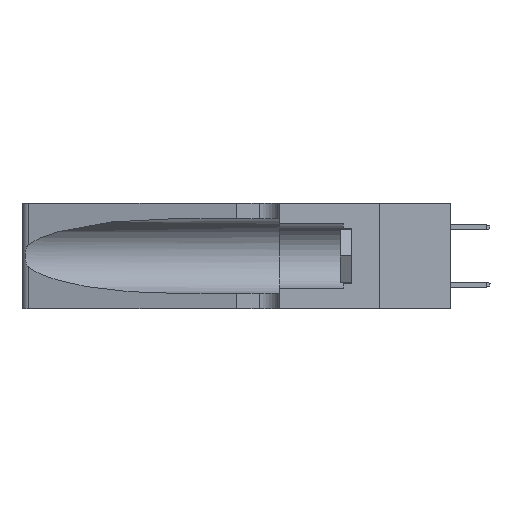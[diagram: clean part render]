
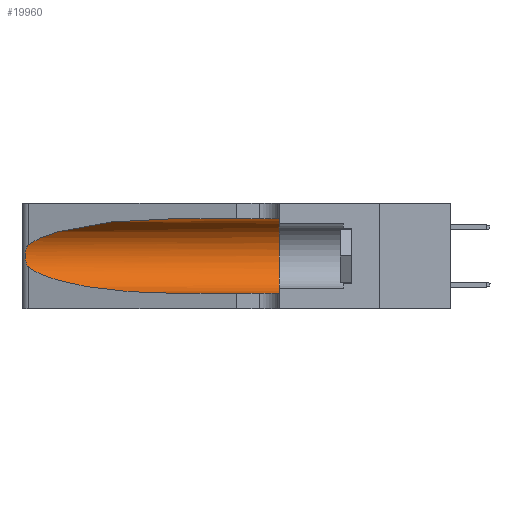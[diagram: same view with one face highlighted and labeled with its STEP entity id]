
A CAD part, left-side view. The second image highlights one B-rep face of the part: STEP entity #19960.
In plain terms, the highlighted cylindrical face has radius 3.308 mm (diameter 6.617 mm), a partial arc.
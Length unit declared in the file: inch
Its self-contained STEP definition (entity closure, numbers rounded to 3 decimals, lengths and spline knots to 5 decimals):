
#726 = DIRECTION ( 'NONE',  ( 0., 0., -1. ) ) ;
#1757 = CARTESIAN_POINT ( 'NONE',  ( 0.1305, 0.35, 0.05475 ) ) ;
#2226 = EDGE_LOOP ( 'NONE', ( #27296, #25703, #8581, #3633, #36205, #26273 ) ) ;
#2399 = CARTESIAN_POINT ( 'NONE',  ( 0.25555, 1.22993, 0.14849 ) ) ;
#2979 = CARTESIAN_POINT ( 'NONE',  ( 0.25854, 1.2359, 0.20912 ) ) ;
#3633 = ORIENTED_EDGE ( 'NONE', *, *, #17678, .T. ) ;
#4533 = EDGE_CURVE ( 'NONE', #12500, #21392, #29498, .T. ) ;
#5812 = VECTOR ( 'NONE', #35988, 39.37008 ) ;
#6012 = B_SPLINE_CURVE_WITH_KNOTS ( 'NONE', 3,
 ( #14282, #33084, #8315, #32298, #2979, #20419, #38821, #11665, #32494, #15061, #17445, #27142, #2399, #14483 ),
 .UNSPECIFIED., .F., .F.,
 ( 4, 2, 2, 2, 2, 2, 4 ),
 ( 0., 0.00027, 0.00053, 0.00107, 0.0016, 0.00187, 0.00214 ),
 .UNSPECIFIED. ) ;
#6478 = VERTEX_POINT ( 'NONE', #27744 ) ;
#7676 = CARTESIAN_POINT ( 'NONE',  ( 0.1305, 0.72297, 0.05475 ) ) ;
#8315 = CARTESIAN_POINT ( 'NONE',  ( 0.25639, 1.23184, 0.21858 ) ) ;
#8581 = ORIENTED_EDGE ( 'NONE', *, *, #4533, .T. ) ;
#9847 = CARTESIAN_POINT ( 'NONE',  ( 0.2373, 1.15595, 0.28018 ) ) ;
#9994 = DIRECTION ( 'NONE',  ( 0., -1., 0. ) ) ;
#10509 = EDGE_CURVE ( 'NONE', #6478, #24644, #34723, .T. ) ;
#11626 = CARTESIAN_POINT ( 'NONE',  ( 0.1305, 0.35, 0.185 ) ) ;
#11665 = CARTESIAN_POINT ( 'NONE',  ( 0.26075, 1.23896, 0.178 ) ) ;
#12500 = VERTEX_POINT ( 'NONE', #15430 ) ;
#14282 = CARTESIAN_POINT ( 'NONE',  ( 0.25487, 1.22718, 0.22369 ) ) ;
#14483 = CARTESIAN_POINT ( 'NONE',  ( 0.25487, 1.22718, 0.14631 ) ) ;
#15061 = CARTESIAN_POINT ( 'NONE',  ( 0.25856, 1.23593, 0.16098 ) ) ;
#15430 = CARTESIAN_POINT ( 'NONE',  ( 0.25487, 1.22718, 0.14631 ) ) ;
#15792 = CYLINDRICAL_SURFACE ( 'NONE', #20380, 0.13025 ) ;
#15920 = VECTOR ( 'NONE', #27726, 39.37008 ) ;
#16411 = CARTESIAN_POINT ( 'NONE',  ( 0.18966, 0.96281, 0.31525 ) ) ;
#17445 = CARTESIAN_POINT ( 'NONE',  ( 0.25789, 1.23486, 0.15765 ) ) ;
#17678 = EDGE_CURVE ( 'NONE', #21392, #24644, #24557, .T. ) ;
#17698 = CARTESIAN_POINT ( 'NONE',  ( 0.2373, 1.15595, 0.08982 ) ) ;
#19585 = CARTESIAN_POINT ( 'NONE',  ( 0.25487, 1.22718, 0.22369 ) ) ;
#19714 = EDGE_CURVE ( 'NONE', #26480, #6478, #28523, .T. ) ;
#19960 = ADVANCED_FACE ( 'NONE', ( #28048 ), #15792, .F. ) ;
#20380 = AXIS2_PLACEMENT_3D ( 'NONE', #30639, #9994, #726 ) ;
#20419 = CARTESIAN_POINT ( 'NONE',  ( 0.26018, 1.23835, 0.19895 ) ) ;
#20632 = CARTESIAN_POINT ( 'NONE',  ( 0.25487, 1.22718, 0.22369 ) ) ;
#21247 = CARTESIAN_POINT ( 'NONE',  ( 0.25487, 1.22718, 0.14631 ) ) ;
#21392 = VERTEX_POINT ( 'NONE', #7676 ) ;
#22174 = CARTESIAN_POINT ( 'NONE',  ( 0.1305, 1.61858, 0.05475 ) ) ;
#22531 = EDGE_CURVE ( 'NONE', #38410, #12500, #6012, .T. ) ;
#24062 = CARTESIAN_POINT ( 'NONE',  ( 0.1305, 0.72297, 0.31525 ) ) ;
#24219 = CARTESIAN_POINT ( 'NONE',  ( 0.18966, 0.96281, 0.05475 ) ) ;
#24430 = EDGE_CURVE ( 'NONE', #26480, #38410, #25446, .T. ) ;
#24557 = LINE ( 'NONE', #22174, #15920 ) ;
#24644 = VERTEX_POINT ( 'NONE', #1757 ) ;
#25446 =( BOUNDED_CURVE ( )  B_SPLINE_CURVE ( 3, ( #37010, #16411, #9847, #19585 ),
 .UNSPECIFIED., .F., .T. ) 
 B_SPLINE_CURVE_WITH_KNOTS ( ( 4, 4 ),
 ( 1.5708, 2.84003 ),
 .UNSPECIFIED. ) 
 CURVE ( )  GEOMETRIC_REPRESENTATION_ITEM ( )  RATIONAL_B_SPLINE_CURVE ( ( 1., 0.87, 0.87, 1. ) ) 
 REPRESENTATION_ITEM ( '' )  );
#25703 = ORIENTED_EDGE ( 'NONE', *, *, #22531, .T. ) ;
#26273 = ORIENTED_EDGE ( 'NONE', *, *, #19714, .F. ) ;
#26480 = VERTEX_POINT ( 'NONE', #24062 ) ;
#26907 = DIRECTION ( 'NONE',  ( 0., 0., 1. ) ) ;
#27142 = CARTESIAN_POINT ( 'NONE',  ( 0.25639, 1.23186, 0.15144 ) ) ;
#27296 = ORIENTED_EDGE ( 'NONE', *, *, #24430, .T. ) ;
#27388 = CARTESIAN_POINT ( 'NONE',  ( 0.1305, 0.72297, 0.05475 ) ) ;
#27726 = DIRECTION ( 'NONE',  ( 0., -1., 0. ) ) ;
#27744 = CARTESIAN_POINT ( 'NONE',  ( 0.1305, 0.35, 0.31525 ) ) ;
#28048 = FACE_OUTER_BOUND ( 'NONE', #2226, .T. ) ;
#28523 = LINE ( 'NONE', #34683, #5812 ) ;
#29498 =( BOUNDED_CURVE ( )  B_SPLINE_CURVE ( 3, ( #21247, #17698, #24219, #27388 ),
 .UNSPECIFIED., .F., .T. ) 
 B_SPLINE_CURVE_WITH_KNOTS ( ( 4, 4 ),
 ( 3.44316, 4.71239 ),
 .UNSPECIFIED. ) 
 CURVE ( )  GEOMETRIC_REPRESENTATION_ITEM ( )  RATIONAL_B_SPLINE_CURVE ( ( 1., 0.87, 0.87, 1. ) ) 
 REPRESENTATION_ITEM ( '' )  );
#30639 = CARTESIAN_POINT ( 'NONE',  ( 0.1305, 1.61858, 0.185 ) ) ;
#32298 = CARTESIAN_POINT ( 'NONE',  ( 0.25787, 1.23484, 0.2124 ) ) ;
#32494 = CARTESIAN_POINT ( 'NONE',  ( 0.26017, 1.23833, 0.17102 ) ) ;
#32909 = AXIS2_PLACEMENT_3D ( 'NONE', #11626, #35823, #26907 ) ;
#33084 = CARTESIAN_POINT ( 'NONE',  ( 0.25555, 1.22994, 0.2215 ) ) ;
#34683 = CARTESIAN_POINT ( 'NONE',  ( 0.1305, 1.61858, 0.31525 ) ) ;
#34723 = CIRCLE ( 'NONE', #32909, 0.13025 ) ;
#35823 = DIRECTION ( 'NONE',  ( 0., 1., 0. ) ) ;
#35988 = DIRECTION ( 'NONE',  ( 0., -1., 0. ) ) ;
#36205 = ORIENTED_EDGE ( 'NONE', *, *, #10509, .F. ) ;
#37010 = CARTESIAN_POINT ( 'NONE',  ( 0.1305, 0.72297, 0.31525 ) ) ;
#38410 = VERTEX_POINT ( 'NONE', #20632 ) ;
#38821 = CARTESIAN_POINT ( 'NONE',  ( 0.26075, 1.23896, 0.19203 ) ) ;
